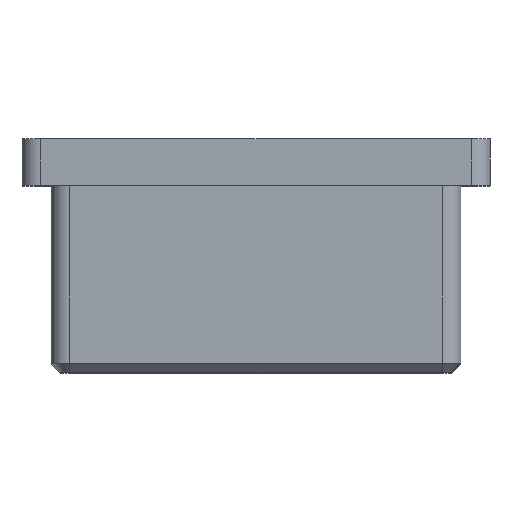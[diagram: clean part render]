
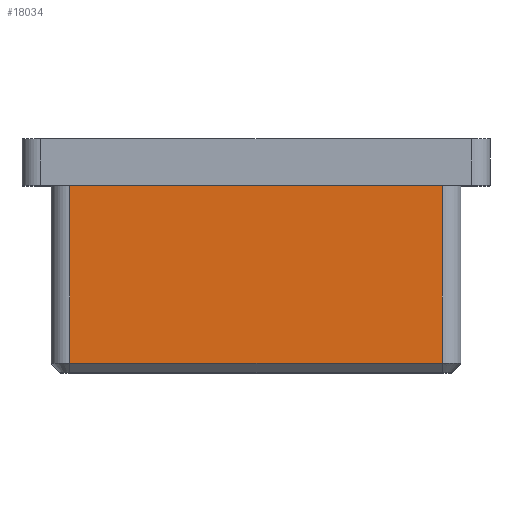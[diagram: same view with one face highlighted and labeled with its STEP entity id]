
A CAD part, top view. The second image highlights one B-rep face of the part: STEP entity #18034.
In plain terms, the highlighted planar face has unit normal (0, 0, 1).
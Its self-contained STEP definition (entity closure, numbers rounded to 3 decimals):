
#296 = ORIENTED_EDGE ( 'NONE', *, *, #16863, .T. ) ;
#451 = CARTESIAN_POINT ( 'NONE',  ( 19.9, 0., 21.9 ) ) ;
#682 = VECTOR ( 'NONE', #6125, 1000. ) ;
#1070 = VECTOR ( 'NONE', #10559, 1000. ) ;
#3481 = VERTEX_POINT ( 'NONE', #9945 ) ;
#3590 = CARTESIAN_POINT ( 'NONE',  ( 19.9, -19., 21.9 ) ) ;
#4098 = EDGE_LOOP ( 'NONE', ( #8857, #11217, #7647, #296 ) ) ;
#4958 = EDGE_CURVE ( 'NONE', #5466, #3481, #16410, .T. ) ;
#5466 = VERTEX_POINT ( 'NONE', #8264 ) ;
#6125 = DIRECTION ( 'NONE',  ( 0., -1., 0. ) ) ;
#7214 = LINE ( 'NONE', #7769, #16058 ) ;
#7647 = ORIENTED_EDGE ( 'NONE', *, *, #8789, .T. ) ;
#7769 = CARTESIAN_POINT ( 'NONE',  ( -21.9, 0., 21.9 ) ) ;
#7991 = DIRECTION ( 'NONE',  ( 1., 0., 0. ) ) ;
#8264 = CARTESIAN_POINT ( 'NONE',  ( -19.9, 0., 21.9 ) ) ;
#8789 = EDGE_CURVE ( 'NONE', #12842, #16797, #18124, .T. ) ;
#8857 = ORIENTED_EDGE ( 'NONE', *, *, #4958, .T. ) ;
#9273 = CARTESIAN_POINT ( 'NONE',  ( 19.9, -20., 21.9 ) ) ;
#9353 = DIRECTION ( 'NONE',  ( -1., 0., 0. ) ) ;
#9945 = CARTESIAN_POINT ( 'NONE',  ( -19.9, -19., 21.9 ) ) ;
#10119 = CARTESIAN_POINT ( 'NONE',  ( 19.9, -19., 21.9 ) ) ;
#10230 = CARTESIAN_POINT ( 'NONE',  ( -19.9, -20., 21.9 ) ) ;
#10559 = DIRECTION ( 'NONE',  ( 0., 1., 0. ) ) ;
#10763 = DIRECTION ( 'NONE',  ( 0., 0., -1. ) ) ;
#11217 = ORIENTED_EDGE ( 'NONE', *, *, #12546, .T. ) ;
#11386 = VECTOR ( 'NONE', #7991, 1000. ) ;
#11825 = LINE ( 'NONE', #3590, #11386 ) ;
#12324 = FACE_OUTER_BOUND ( 'NONE', #4098, .T. ) ;
#12546 = EDGE_CURVE ( 'NONE', #3481, #12842, #11825, .T. ) ;
#12772 = AXIS2_PLACEMENT_3D ( 'NONE', #16556, #10763, #17792 ) ;
#12842 = VERTEX_POINT ( 'NONE', #10119 ) ;
#16058 = VECTOR ( 'NONE', #9353, 1000. ) ;
#16410 = LINE ( 'NONE', #10230, #682 ) ;
#16495 = PLANE ( 'NONE',  #12772 ) ;
#16556 = CARTESIAN_POINT ( 'NONE',  ( -21.9, -20., 21.9 ) ) ;
#16797 = VERTEX_POINT ( 'NONE', #451 ) ;
#16863 = EDGE_CURVE ( 'NONE', #16797, #5466, #7214, .T. ) ;
#17792 = DIRECTION ( 'NONE',  ( -1., 0., 0. ) ) ;
#18034 = ADVANCED_FACE ( 'NONE', ( #12324 ), #16495, .F. ) ;
#18124 = LINE ( 'NONE', #9273, #1070 ) ;
